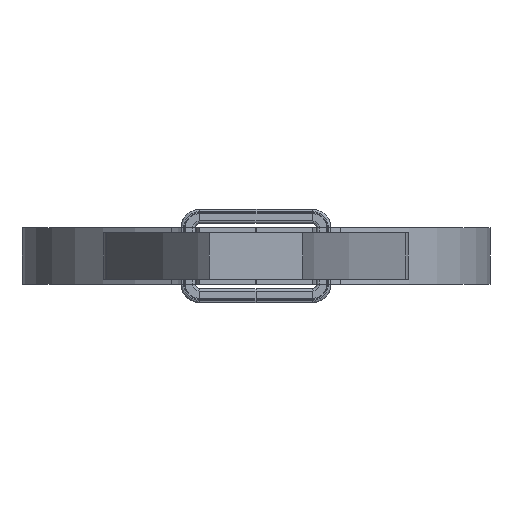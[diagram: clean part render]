
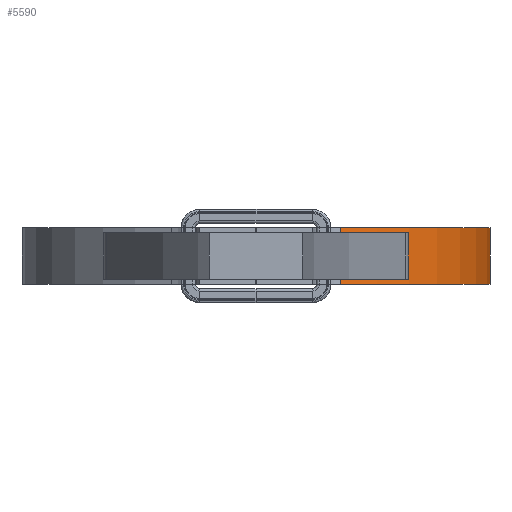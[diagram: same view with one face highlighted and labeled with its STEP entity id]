
A CAD part, front view. The second image highlights one B-rep face of the part: STEP entity #5590.
In plain terms, the highlighted cylindrical face has radius 51.75 mm (diameter 103.5 mm), a partial arc.
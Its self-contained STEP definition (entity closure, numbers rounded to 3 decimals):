
#989 = DIRECTION ( 'NONE',  ( 0.385, 0.923, 0. ) ) ;
#1668 = AXIS2_PLACEMENT_3D ( 'NONE', #4062, #21110, #15501 ) ;
#2023 = AXIS2_PLACEMENT_3D ( 'NONE', #21814, #12424, #989 ) ;
#2655 = VERTEX_POINT ( 'NONE', #9797 ) ;
#2794 = EDGE_CURVE ( 'NONE', #7896, #2655, #24154, .T. ) ;
#3729 = CARTESIAN_POINT ( 'NONE',  ( -1.75, 0., -6. ) ) ;
#3948 = VECTOR ( 'NONE', #6784, 1000. ) ;
#4062 = CARTESIAN_POINT ( 'NONE',  ( -1.75, 0., 0. ) ) ;
#4138 = CARTESIAN_POINT ( 'NONE',  ( 18.154, 47.769, -6. ) ) ;
#5456 = CYLINDRICAL_SURFACE ( 'NONE', #1668, 51.75 ) ;
#5590 = ADVANCED_FACE ( 'NONE', ( #16932 ), #5456, .T. ) ;
#5786 = DIRECTION ( 'NONE',  ( 0., 0., -1. ) ) ;
#6784 = DIRECTION ( 'NONE',  ( 0., 0., 1. ) ) ;
#7094 = VECTOR ( 'NONE', #18771, 1000. ) ;
#7559 = EDGE_CURVE ( 'NONE', #7896, #12502, #20158, .T. ) ;
#7896 = VERTEX_POINT ( 'NONE', #4138 ) ;
#8161 = EDGE_LOOP ( 'NONE', ( #24000, #19712, #18868, #17227 ) ) ;
#9797 = CARTESIAN_POINT ( 'NONE',  ( 18.154, -47.769, -6. ) ) ;
#12424 = DIRECTION ( 'NONE',  ( 0., 0., -1. ) ) ;
#12502 = VERTEX_POINT ( 'NONE', #12762 ) ;
#12762 = CARTESIAN_POINT ( 'NONE',  ( 18.154, 47.769, 6. ) ) ;
#14974 = CARTESIAN_POINT ( 'NONE',  ( 18.154, -47.769, 6. ) ) ;
#15501 = DIRECTION ( 'NONE',  ( -1., 0., 0. ) ) ;
#16656 = VERTEX_POINT ( 'NONE', #24247 ) ;
#16932 = FACE_OUTER_BOUND ( 'NONE', #8161, .T. ) ;
#17227 = ORIENTED_EDGE ( 'NONE', *, *, #7559, .T. ) ;
#18771 = DIRECTION ( 'NONE',  ( 0., 0., 1. ) ) ;
#18868 = ORIENTED_EDGE ( 'NONE', *, *, #2794, .F. ) ;
#19712 = ORIENTED_EDGE ( 'NONE', *, *, #22554, .F. ) ;
#20158 = LINE ( 'NONE', #21523, #3948 ) ;
#20459 = DIRECTION ( 'NONE',  ( 0.385, 0.923, 0. ) ) ;
#21110 = DIRECTION ( 'NONE',  ( 0., 0., -1. ) ) ;
#21277 = CIRCLE ( 'NONE', #2023, 51.75 ) ;
#21523 = CARTESIAN_POINT ( 'NONE',  ( 18.154, 47.769, 6. ) ) ;
#21530 = LINE ( 'NONE', #14974, #7094 ) ;
#21581 = EDGE_CURVE ( 'NONE', #12502, #16656, #21277, .T. ) ;
#21814 = CARTESIAN_POINT ( 'NONE',  ( -1.75, 0., 6. ) ) ;
#22554 = EDGE_CURVE ( 'NONE', #2655, #16656, #21530, .T. ) ;
#22591 = AXIS2_PLACEMENT_3D ( 'NONE', #3729, #5786, #20459 ) ;
#24000 = ORIENTED_EDGE ( 'NONE', *, *, #21581, .T. ) ;
#24154 = CIRCLE ( 'NONE', #22591, 51.75 ) ;
#24247 = CARTESIAN_POINT ( 'NONE',  ( 18.154, -47.769, 6. ) ) ;
